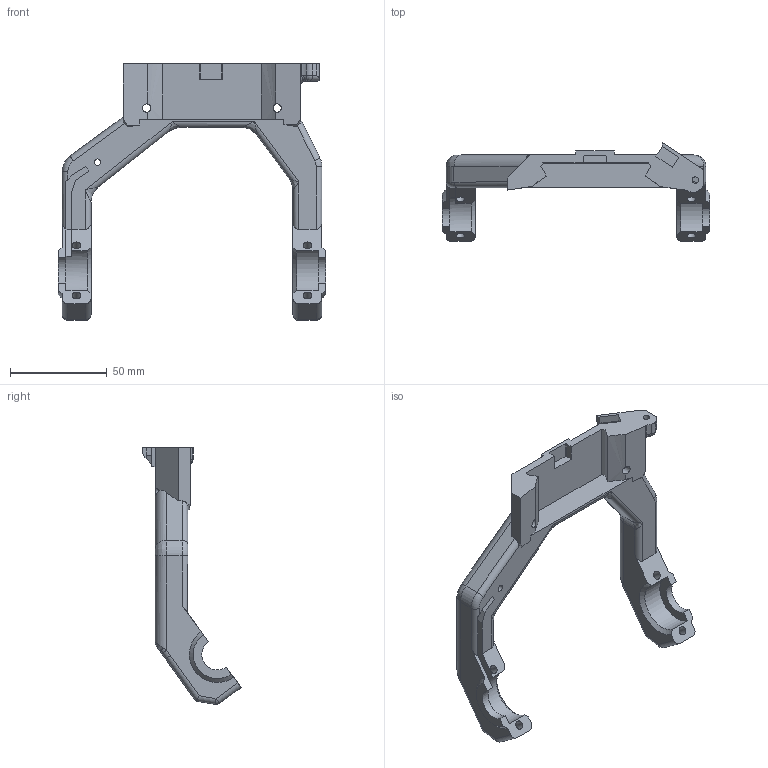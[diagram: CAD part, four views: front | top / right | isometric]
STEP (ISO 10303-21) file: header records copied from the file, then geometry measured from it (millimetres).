
FILE_DESCRIPTION(/* description */ (''),/* implementation_level */ '2;1');
FILE_NAME(/* name */ 'top_left.stp',/* time_stamp */ '2024-06-29T23:12:16-07:00',/* author */ ('aaron'),/* organization */ (''),/* preprocessor_version */ 'ST-DEVELOPER v19.2',/* originating_system */ 'Autodesk Inventor 2023',/* authorisation */ '');
FILE_SCHEMA (('AUTOMOTIVE_DESIGN { 1 0 10303 214 3 1 1 }'));
Length unit declared in the file: millimetre
Products named in the file (1): top_left
Bounding box: 138.53 x 50.9 x 132.89 mm (x, y, z)
Volume: 89706.6 mm3; surface area: 28801.1 mm2
Topology: 1 solids, 1 shells, 204 faces, 591 edges, 415 vertices
Faces by surface type: plane 83, cylinder 73, bspline 30, cone 9, sphere 6, torus 3
Full cylindrical faces by diameter (mm): 3.3 x1, 3.4 x1, 4.3 x6, 7 x1, 8 x2
Entity records: 7619 total; most frequent: CARTESIAN_POINT 2420, ORIENTED_EDGE 1092, DIRECTION 1035, EDGE_CURVE 546, AXIS2_PLACEMENT_3D 371, VERTEX_POINT 340, LINE 293, VECTOR 293
